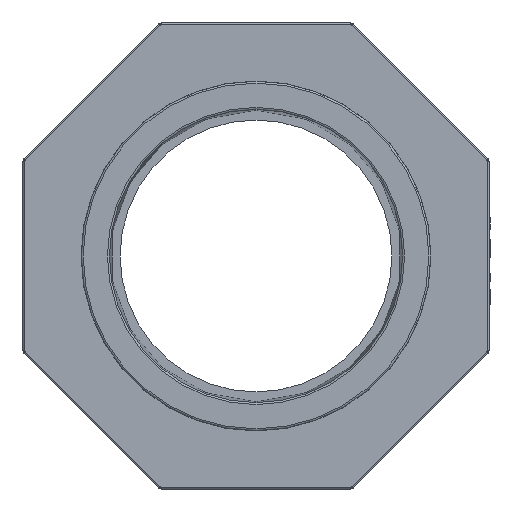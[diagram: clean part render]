
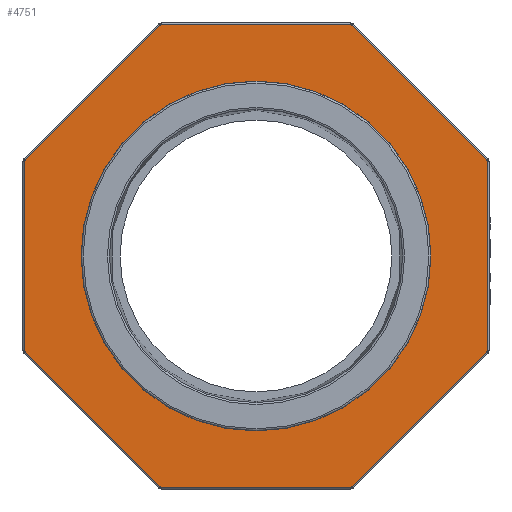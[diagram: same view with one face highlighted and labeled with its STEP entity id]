
A CAD part, front view. The second image highlights one B-rep face of the part: STEP entity #4751.
In plain terms, the highlighted planar face has unit normal (0, -1, 0).
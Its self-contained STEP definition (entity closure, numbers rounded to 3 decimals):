
#115=FACE_BOUND('',#642,.T.);
#135=PLANE('',#5090);
#324=FACE_OUTER_BOUND('',#641,.T.);
#641=EDGE_LOOP('',(#3555,#3556,#3557,#3558,#3559,#3560,#3561,#3562,#3563,
#3564,#3565,#3566,#3567,#3568,#3569,#3570));
#642=EDGE_LOOP('',(#3571));
#932=CIRCLE('',#5089,45.05);
#933=CIRCLE('',#5091,0.5);
#934=CIRCLE('',#5092,0.5);
#935=CIRCLE('',#5093,0.5);
#936=CIRCLE('',#5094,0.5);
#937=CIRCLE('',#5095,0.5);
#938=CIRCLE('',#5096,0.5);
#939=CIRCLE('',#5097,0.5);
#940=CIRCLE('',#5098,0.5);
#1313=LINE('',#11350,#1763);
#1314=LINE('',#11354,#1764);
#1315=LINE('',#11358,#1765);
#1316=LINE('',#11362,#1766);
#1317=LINE('',#11366,#1767);
#1318=LINE('',#11370,#1768);
#1319=LINE('',#11374,#1769);
#1320=LINE('',#11378,#1770);
#1763=VECTOR('',#5670,1.);
#1764=VECTOR('',#5673,1.);
#1765=VECTOR('',#5676,1.);
#1766=VECTOR('',#5679,1.);
#1767=VECTOR('',#5682,1.);
#1768=VECTOR('',#5685,1.);
#1769=VECTOR('',#5688,1.);
#1770=VECTOR('',#5691,1.);
#2304=VERTEX_POINT('',#11344);
#2305=VERTEX_POINT('',#11348);
#2306=VERTEX_POINT('',#11349);
#2307=VERTEX_POINT('',#11351);
#2308=VERTEX_POINT('',#11353);
#2309=VERTEX_POINT('',#11355);
#2310=VERTEX_POINT('',#11357);
#2311=VERTEX_POINT('',#11359);
#2312=VERTEX_POINT('',#11361);
#2313=VERTEX_POINT('',#11363);
#2314=VERTEX_POINT('',#11365);
#2315=VERTEX_POINT('',#11367);
#2316=VERTEX_POINT('',#11369);
#2317=VERTEX_POINT('',#11371);
#2318=VERTEX_POINT('',#11373);
#2319=VERTEX_POINT('',#11375);
#2320=VERTEX_POINT('',#11377);
#2798=EDGE_CURVE('',#2304,#2304,#932,.T.);
#2800=EDGE_CURVE('',#2305,#2306,#1313,.T.);
#2801=EDGE_CURVE('',#2306,#2307,#933,.T.);
#2802=EDGE_CURVE('',#2307,#2308,#1314,.T.);
#2803=EDGE_CURVE('',#2308,#2309,#934,.T.);
#2804=EDGE_CURVE('',#2309,#2310,#1315,.T.);
#2805=EDGE_CURVE('',#2310,#2311,#935,.T.);
#2806=EDGE_CURVE('',#2311,#2312,#1316,.T.);
#2807=EDGE_CURVE('',#2312,#2313,#936,.T.);
#2808=EDGE_CURVE('',#2313,#2314,#1317,.T.);
#2809=EDGE_CURVE('',#2314,#2315,#937,.T.);
#2810=EDGE_CURVE('',#2315,#2316,#1318,.T.);
#2811=EDGE_CURVE('',#2316,#2317,#938,.T.);
#2812=EDGE_CURVE('',#2317,#2318,#1319,.T.);
#2813=EDGE_CURVE('',#2318,#2319,#939,.T.);
#2814=EDGE_CURVE('',#2319,#2320,#1320,.T.);
#2815=EDGE_CURVE('',#2320,#2305,#940,.T.);
#3555=ORIENTED_EDGE('',*,*,#2800,.T.);
#3556=ORIENTED_EDGE('',*,*,#2801,.T.);
#3557=ORIENTED_EDGE('',*,*,#2802,.T.);
#3558=ORIENTED_EDGE('',*,*,#2803,.T.);
#3559=ORIENTED_EDGE('',*,*,#2804,.T.);
#3560=ORIENTED_EDGE('',*,*,#2805,.T.);
#3561=ORIENTED_EDGE('',*,*,#2806,.T.);
#3562=ORIENTED_EDGE('',*,*,#2807,.T.);
#3563=ORIENTED_EDGE('',*,*,#2808,.T.);
#3564=ORIENTED_EDGE('',*,*,#2809,.T.);
#3565=ORIENTED_EDGE('',*,*,#2810,.T.);
#3566=ORIENTED_EDGE('',*,*,#2811,.T.);
#3567=ORIENTED_EDGE('',*,*,#2812,.T.);
#3568=ORIENTED_EDGE('',*,*,#2813,.T.);
#3569=ORIENTED_EDGE('',*,*,#2814,.T.);
#3570=ORIENTED_EDGE('',*,*,#2815,.T.);
#3571=ORIENTED_EDGE('',*,*,#2798,.F.);
#4751=ADVANCED_FACE('',(#324,#115),#135,.T.);
#5089=AXIS2_PLACEMENT_3D('',#11345,#5665,#5666);
#5090=AXIS2_PLACEMENT_3D('',#11347,#5668,#5669);
#5091=AXIS2_PLACEMENT_3D('',#11352,#5671,#5672);
#5092=AXIS2_PLACEMENT_3D('',#11356,#5674,#5675);
#5093=AXIS2_PLACEMENT_3D('',#11360,#5677,#5678);
#5094=AXIS2_PLACEMENT_3D('',#11364,#5680,#5681);
#5095=AXIS2_PLACEMENT_3D('',#11368,#5683,#5684);
#5096=AXIS2_PLACEMENT_3D('',#11372,#5686,#5687);
#5097=AXIS2_PLACEMENT_3D('',#11376,#5689,#5690);
#5098=AXIS2_PLACEMENT_3D('',#11379,#5692,#5693);
#5665=DIRECTION('center_axis',(0.,-1.,0.));
#5666=DIRECTION('ref_axis',(0.,0.,-1.));
#5668=DIRECTION('center_axis',(0.,-1.,0.));
#5669=DIRECTION('ref_axis',(0.,0.,-1.));
#5670=DIRECTION('',(1.,0.,0.));
#5671=DIRECTION('center_axis',(0.,-1.,0.));
#5672=DIRECTION('ref_axis',(0.,0.,-1.));
#5673=DIRECTION('',(0.707,0.,0.707));
#5674=DIRECTION('center_axis',(0.,-1.,0.));
#5675=DIRECTION('ref_axis',(0.,0.,-1.));
#5676=DIRECTION('',(0.,0.,1.));
#5677=DIRECTION('center_axis',(0.,-1.,0.));
#5678=DIRECTION('ref_axis',(0.,0.,-1.));
#5679=DIRECTION('',(-0.707,0.,0.707));
#5680=DIRECTION('center_axis',(0.,-1.,0.));
#5681=DIRECTION('ref_axis',(0.,0.,-1.));
#5682=DIRECTION('',(-1.,0.,0.));
#5683=DIRECTION('center_axis',(0.,-1.,0.));
#5684=DIRECTION('ref_axis',(0.,0.,-1.));
#5685=DIRECTION('',(-0.707,0.,-0.707));
#5686=DIRECTION('center_axis',(0.,-1.,0.));
#5687=DIRECTION('ref_axis',(0.,0.,-1.));
#5688=DIRECTION('',(0.,0.,-1.));
#5689=DIRECTION('center_axis',(0.,-1.,0.));
#5690=DIRECTION('ref_axis',(0.,0.,-1.));
#5691=DIRECTION('',(0.707,0.,-0.707));
#5692=DIRECTION('center_axis',(0.,-1.,0.));
#5693=DIRECTION('ref_axis',(0.,0.,-1.));
#11344=CARTESIAN_POINT('',(0.,-40.8,-45.05));
#11345=CARTESIAN_POINT('Origin',(0.,-40.8,0.));
#11347=CARTESIAN_POINT('Origin',(-45.05,-40.8,0.));
#11348=CARTESIAN_POINT('',(-24.439,-40.8,-59.5));
#11349=CARTESIAN_POINT('',(24.439,-40.8,-59.5));
#11350=CARTESIAN_POINT('',(-45.05,-40.8,-59.5));
#11351=CARTESIAN_POINT('',(24.792,-40.8,-59.354));
#11352=CARTESIAN_POINT('Origin',(24.439,-40.8,-59.));
#11353=CARTESIAN_POINT('',(59.354,-40.8,-24.792));
#11354=CARTESIAN_POINT('',(19.548,-40.8,-64.598));
#11355=CARTESIAN_POINT('',(59.5,-40.8,-24.439));
#11356=CARTESIAN_POINT('Origin',(59.,-40.8,-24.439));
#11357=CARTESIAN_POINT('',(59.5,-40.8,24.439));
#11358=CARTESIAN_POINT('',(59.5,-40.8,0.));
#11359=CARTESIAN_POINT('',(59.354,-40.8,24.792));
#11360=CARTESIAN_POINT('Origin',(59.,-40.8,24.439));
#11361=CARTESIAN_POINT('',(24.792,-40.8,59.354));
#11362=CARTESIAN_POINT('',(19.548,-40.8,64.598));
#11363=CARTESIAN_POINT('',(24.439,-40.8,59.5));
#11364=CARTESIAN_POINT('Origin',(24.439,-40.8,59.));
#11365=CARTESIAN_POINT('',(-24.439,-40.8,59.5));
#11366=CARTESIAN_POINT('',(-45.05,-40.8,59.5));
#11367=CARTESIAN_POINT('',(-24.792,-40.8,59.354));
#11368=CARTESIAN_POINT('Origin',(-24.439,-40.8,59.));
#11369=CARTESIAN_POINT('',(-59.354,-40.8,24.792));
#11370=CARTESIAN_POINT('',(-64.598,-40.8,19.548));
#11371=CARTESIAN_POINT('',(-59.5,-40.8,24.439));
#11372=CARTESIAN_POINT('Origin',(-59.,-40.8,24.439));
#11373=CARTESIAN_POINT('',(-59.5,-40.8,-24.439));
#11374=CARTESIAN_POINT('',(-59.5,-40.8,0.));
#11375=CARTESIAN_POINT('',(-59.354,-40.8,-24.792));
#11376=CARTESIAN_POINT('Origin',(-59.,-40.8,-24.439));
#11377=CARTESIAN_POINT('',(-24.792,-40.8,-59.354));
#11378=CARTESIAN_POINT('',(-64.598,-40.8,-19.548));
#11379=CARTESIAN_POINT('Origin',(-24.439,-40.8,-59.));
